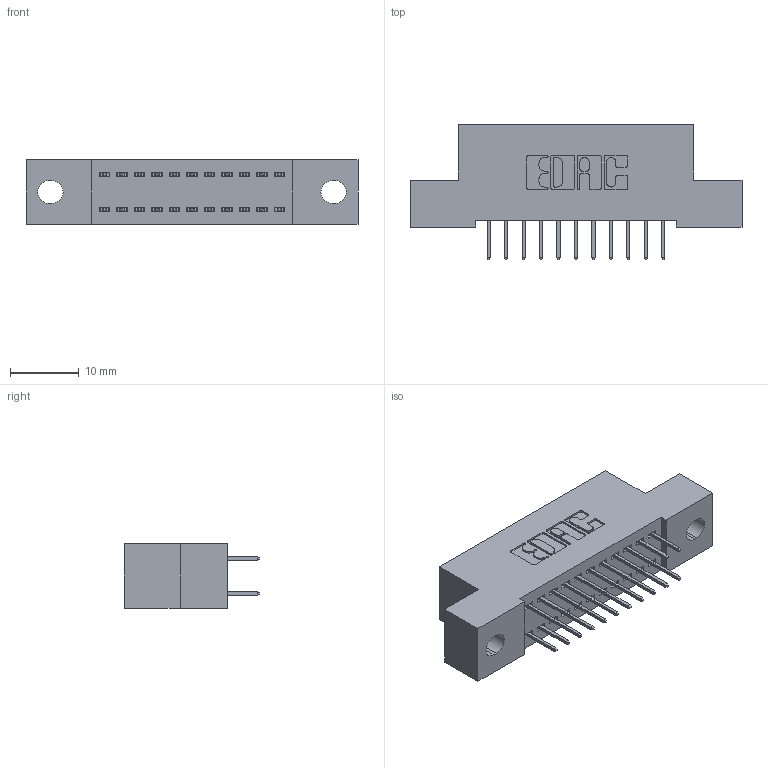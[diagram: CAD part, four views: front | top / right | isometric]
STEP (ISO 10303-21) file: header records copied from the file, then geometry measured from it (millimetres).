
FILE_DESCRIPTION (( 'STEP AP203' ), '1' );
FILE_NAME ('342-022-524-202.STEP', '2018-08-11T00:29:46', ( '' ), ( '' ), 'SwSTEP 2.0', 'SolidWorks 2016', '' );
FILE_SCHEMA (( 'CONFIG_CONTROL_DESIGN' ));
Length unit declared in the file: inch
Products named in the file (3): 342 Part_.128 Slot; 345-292-001_345-293-124; 342-022-524-202
Assembly tree (23 placements, depth 2):
  342-022-524-202
    342 Part_.128 Slot
    345-292-001_345-293-124  x22
Bounding box: 48.26 x 19.69 x 9.4 mm (x, y, z)
Volume: 4104 mm3; surface area: 5589.3 mm2
Topology: 23 solids, 23 shells, 1346 faces, 3809 edges, 2450 vertices
Faces by surface type: plane 994, cylinder 352
Entity records: 11163 total; most frequent: CARTESIAN_POINT 1886, ORIENTED_EDGE 1822, DIRECTION 1667, EDGE_CURVE 911, LINE 787, VECTOR 787, VERTEX_POINT 602, AXIS2_PLACEMENT_3D 440
